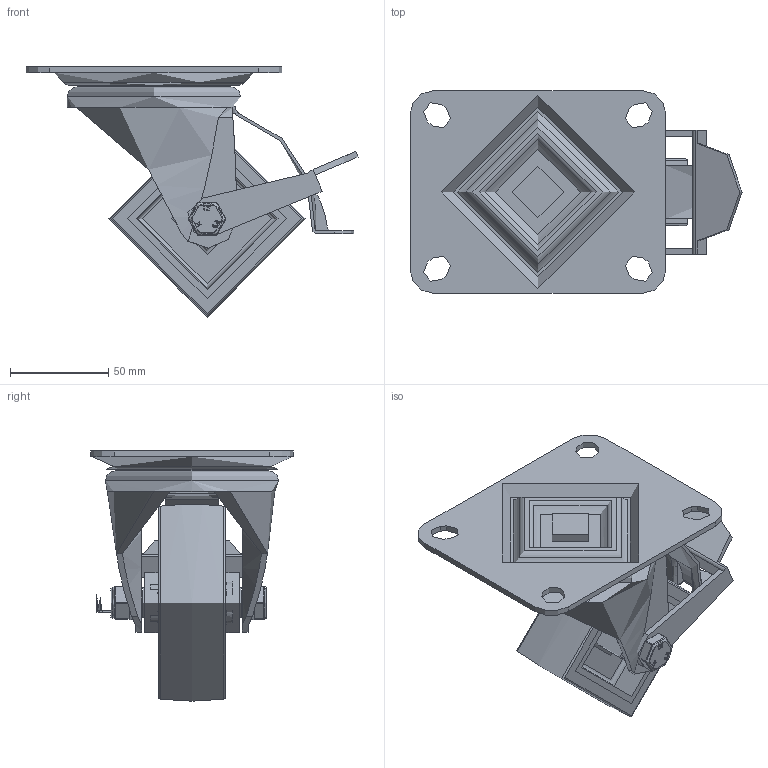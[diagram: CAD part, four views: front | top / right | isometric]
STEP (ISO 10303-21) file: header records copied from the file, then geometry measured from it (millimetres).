
FILE_DESCRIPTION(/* description */ (''),/* implementation_level */ '2;1');
FILE_NAME(/* name */ 'BZH100NPBLPBR.step',/* time_stamp */ '2024-05-09T16:06:43+01:00',/* author */ (''),/* organization */ (''),/* preprocessor_version */ 'ST-DEVELOPER v20',/* originating_system */ 'Autodesk Translation Framework v12.20.1.177',/* authorisation */ '');
FILE_SCHEMA (('AUTOMOTIVE_DESIGN { 1 0 10303 214 3 1 1 }'));
Length unit declared in the file: millimetre
Products named in the file (24): BZH100NPBLPBR; BZH100ASBRLP v1; ZINC PLATED, PRESSED STEEL TOP PLATE; ZINC PLATED, PRESSED STEEL FORKS; ZINC PLATED, PRESSED STEEL BRAKE; BRAKE PEDAL; BRAKE; BZH100WNPRB61 v1; POLYURETHANE TYRE; NYLON RIM; NYLON RIM Geometry; CAP; ROLLER BEARING; CAGE; RIBS; Component4; TUBEM15X50 v1; ZINC PLATED AXLE TUBE; BOLTM10X80Z8.8 v2; ZINC PLATED STEEL BOLT; NYLOCM10Z v1; NYLOC NUT; RUBBER; NUT
Assembly tree (30 placements, depth 5):
  BZH100NPBLPBR
    BZH100ASBRLP v1
      ZINC PLATED, PRESSED STEEL TOP PLATE
      ZINC PLATED, PRESSED STEEL FORKS
      ZINC PLATED, PRESSED STEEL BRAKE
        BRAKE PEDAL
        BRAKE
    BZH100WNPRB61 v1
      POLYURETHANE TYRE
      NYLON RIM
        NYLON RIM Geometry
        CAP
      ROLLER BEARING
        CAGE
        RIBS
          Component4  x8
    TUBEM15X50 v1
      ZINC PLATED AXLE TUBE
    BOLTM10X80Z8.8 v2
      ZINC PLATED STEEL BOLT
    NYLOCM10Z v1
      NYLOC NUT
        RUBBER
        NUT
Bounding box: 168.66 x 103 x 127.13 mm (x, y, z)
Volume: 287163.3 mm3; surface area: 152063.4 mm2
Topology: 20 solids, 20 shells, 497 faces, 1203 edges, 758 vertices
Faces by surface type: plane 218, cylinder 176, bspline 51, torus 27, sphere 20, cone 5
Full cylindrical faces by diameter (mm): 4 x8, 8.141 x18, 9.85 x19, 10 x3, 10.5 x5, 12 x2, 15 x2, 15.5 x2, 16 x2, 23 x1, 23.5 x1, 26 x1, 26.9 x1, 27 x1, 28 x1, 30 x1, 30.5 x2, 36 x1, 81 x2, 82 x1, 88 x1
Entity records: 22066 total; most frequent: CARTESIAN_POINT 10147, DIRECTION 2377, ORIENTED_EDGE 2360, EDGE_CURVE 1180, AXIS2_PLACEMENT_3D 898, VERTEX_POINT 744, LINE 581, VECTOR 581
